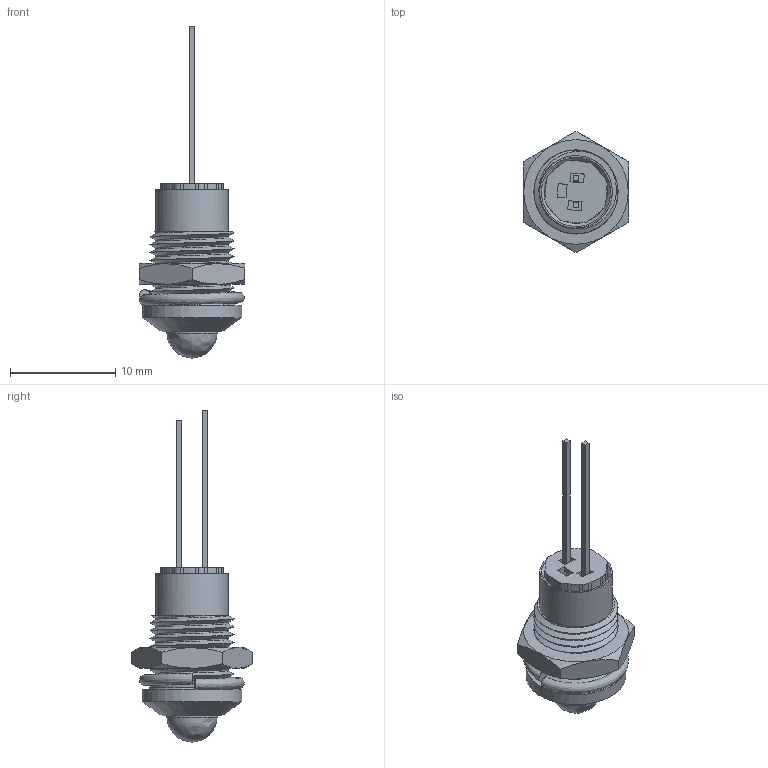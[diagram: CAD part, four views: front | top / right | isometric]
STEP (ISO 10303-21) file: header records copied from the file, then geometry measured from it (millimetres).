
FILE_DESCRIPTION(/* description */ ('Außenreflektorgehäuse glanzchrom kurz'),/* implementation_level */ '2;1');
FILE_NAME(/* name */ 'SMQS08x.stp',/* time_stamp */ '2020-02-11T17:42:42+01:00',/* author */ ('wolfgang.schober'),/* organization */ ('Signal-Construct GmbH Germany'),/* preprocessor_version */ 'ST-DEVELOPER v16.1',/* originating_system */ 'Autodesk Inventor 2016',/* authorisation */ '');
FILE_SCHEMA (('AUTOMOTIVE_DESIGN { 1 0 10303 214 3 1 1 }'));
Length unit declared in the file: millimetre
Products named in the file (8): SMQ08K; GWMM0807520; GWR08110; GZI0801-PA; LTL-307x-Kopf; LED-Pin22+23mm; LD5x0; SMQS08x
Assembly tree (7 placements, depth 3):
  SMQS08x
    SMQ08K
    GWMM0807520
    GWR08110
    GZI0801-PA
    LD5x0
      LTL-307x-Kopf
      LED-Pin22+23mm
Bounding box: 10 x 11.55 x 31.6 mm (x, y, z)
Volume: 528.3 mm3; surface area: 1586.9 mm2
Topology: 6 solids, 7 shells, 158 faces, 387 edges, 243 vertices
Faces by surface type: plane 118, cone 22, cylinder 11, bspline 5, torus 2
Full cylindrical faces by diameter (mm): 5.1 x1, 5.9 x1, 6 x1, 6.9 x1, 7.2 x1, 9.5 x1
Entity records: 6662 total; most frequent: CARTESIAN_POINT 2823, DIRECTION 810, ORIENTED_EDGE 736, EDGE_CURVE 368, AXIS2_PLACEMENT_3D 312, VERTEX_POINT 239, LINE 186, VECTOR 186
